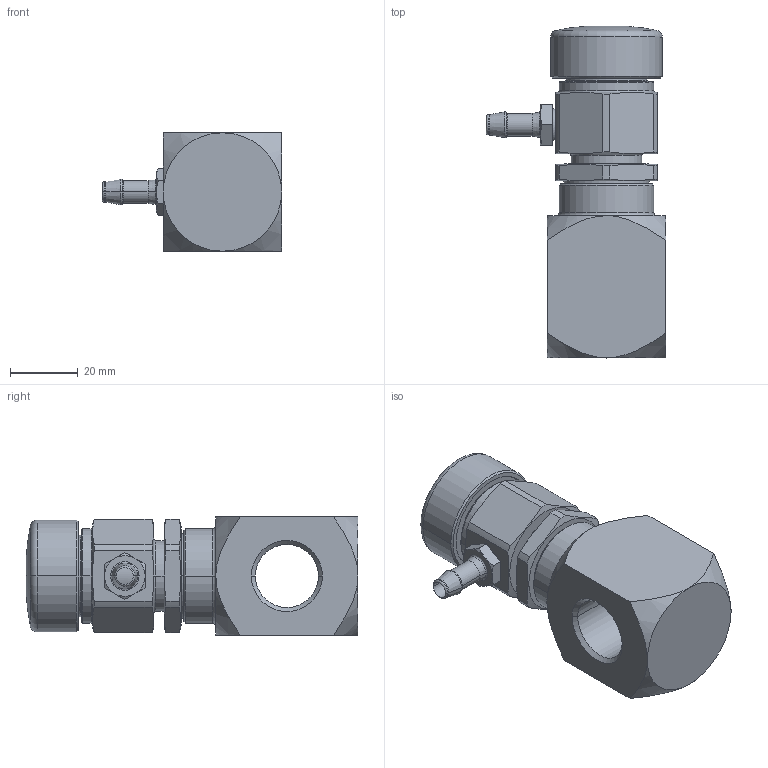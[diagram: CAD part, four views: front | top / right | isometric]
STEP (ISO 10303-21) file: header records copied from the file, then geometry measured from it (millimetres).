
FILE_DESCRIPTION (( 'STEP AP214' ), '1' );
FILE_NAME ('TA50IW.STEP', '2011-04-04T14:25:26', ( 'admin' ), ( 'Microsoft' ), 'SwSTEP 2.0', 'SolidWorks 2009', '' );
FILE_SCHEMA (( 'AUTOMOTIVE_DESIGN' ));
Length unit declared in the file: millimetre
Products named in the file (1): TA50IW
Bounding box: 53 x 98.1 x 35 mm (x, y, z)
Volume: 80512.8 mm3; surface area: 18683 mm2
Topology: 1 solids, 1 shells, 177 faces, 396 edges, 236 vertices
Faces by surface type: cylinder 50, cone 50, plane 43, torus 34
Entity records: 5436 total; most frequent: CARTESIAN_POINT 1441, DIRECTION 897, ORIENTED_EDGE 792, EDGE_CURVE 396, AXIS2_PLACEMENT_3D 388, VERTEX_POINT 236, CIRCLE 210, EDGE_LOOP 194
